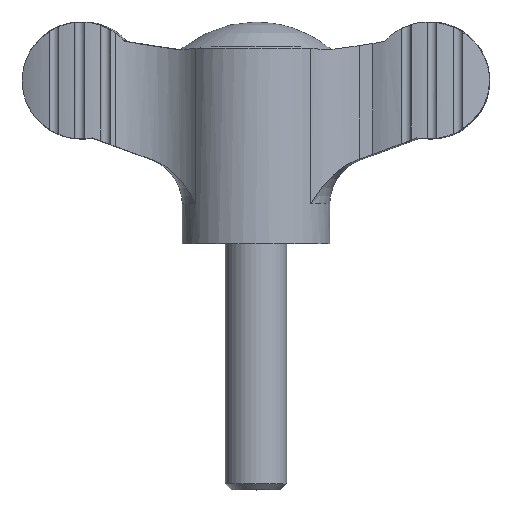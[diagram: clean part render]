
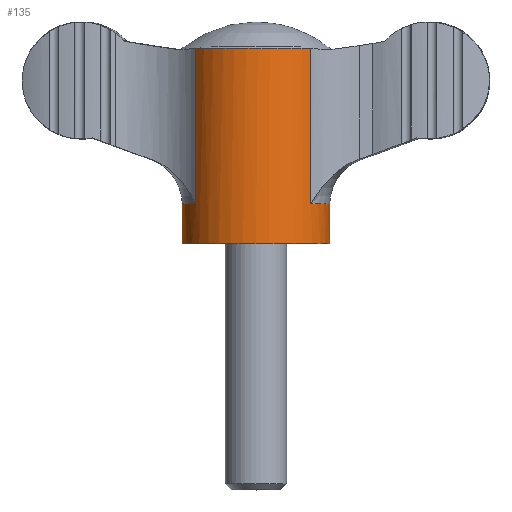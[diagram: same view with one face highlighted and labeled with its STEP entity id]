
A CAD part, top view. The second image highlights one B-rep face of the part: STEP entity #135.
In plain terms, the highlighted cylindrical face has radius 6 mm (diameter 12 mm), a full revolution.
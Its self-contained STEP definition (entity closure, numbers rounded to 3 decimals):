
#135 = ADVANCED_FACE( '', ( #287, #288 ), #289, .T. );
#287 = FACE_OUTER_BOUND( '', #453, .T. );
#288 = FACE_OUTER_BOUND( '', #454, .T. );
#289 = CYLINDRICAL_SURFACE( '', #455, 6. );
#453 = EDGE_LOOP( '', ( #794 ) );
#454 = EDGE_LOOP( '', ( #795, #796, #797, #798, #799, #800, #801, #802 ) );
#455 = AXIS2_PLACEMENT_3D( '', #803, #804, #805 );
#794 = ORIENTED_EDGE( '', *, *, #1146, .F. );
#795 = ORIENTED_EDGE( '', *, *, #1108, .T. );
#796 = ORIENTED_EDGE( '', *, *, #1147, .F. );
#797 = ORIENTED_EDGE( '', *, *, #1131, .F. );
#798 = ORIENTED_EDGE( '', *, *, #1148, .T. );
#799 = ORIENTED_EDGE( '', *, *, #1103, .T. );
#800 = ORIENTED_EDGE( '', *, *, #1083, .F. );
#801 = ORIENTED_EDGE( '', *, *, #1128, .F. );
#802 = ORIENTED_EDGE( '', *, *, #1149, .T. );
#803 = CARTESIAN_POINT( '', ( 0., 0., 0. ) );
#804 = DIRECTION( '', ( 0., 1., 0. ) );
#805 = DIRECTION( '', ( 0., 0., -1. ) );
#1083 = EDGE_CURVE( '', #1326, #1328, #1329, .T. );
#1103 = EDGE_CURVE( '', #1361, #1328, #1362, .T. );
#1108 = EDGE_CURVE( '', #1369, #1367, #1370, .T. );
#1128 = EDGE_CURVE( '', #1398, #1326, #1400, .T. );
#1131 = EDGE_CURVE( '', #1403, #1405, #1406, .T. );
#1146 = EDGE_CURVE( '', #1426, #1426, #1427, .T. );
#1147 = EDGE_CURVE( '', #1405, #1367, #1428, .T. );
#1148 = EDGE_CURVE( '', #1403, #1361, #1429, .T. );
#1149 = EDGE_CURVE( '', #1398, #1369, #1430, .T. );
#1326 = VERTEX_POINT( '', #1879 );
#1328 = VERTEX_POINT( '', #1886 );
#1329 = LINE( '', #1887, #1888 );
#1361 = VERTEX_POINT( '', #1977 );
#1362 = CIRCLE( '', #1978, 6. );
#1367 = VERTEX_POINT( '', #1996 );
#1369 = VERTEX_POINT( '', #2011 );
#1370 = CIRCLE( '', #2012, 6. );
#1398 = VERTEX_POINT( '', #2173 );
#1400 = CIRCLE( '', #2182, 6. );
#1403 = VERTEX_POINT( '', #2185 );
#1405 = VERTEX_POINT( '', #2194 );
#1406 = CIRCLE( '', #2195, 6. );
#1426 = VERTEX_POINT( '', #2243 );
#1427 = CIRCLE( '', #2244, 6. );
#1428 = LINE( '', #2245, #2246 );
#1429 = LINE( '', #2247, #2248 );
#1430 = LINE( '', #2249, #2250 );
#1879 = CARTESIAN_POINT( '', ( -4.446, 15.862, -4.03 ) );
#1886 = CARTESIAN_POINT( '', ( -4.446, 3.239, -4.03 ) );
#1887 = CARTESIAN_POINT( '', ( -4.446, 44.5, -4.03 ) );
#1888 = VECTOR( '', #2375, 1000. );
#1977 = CARTESIAN_POINT( '', ( -4.881, 3.239, 3.49 ) );
#1978 = AXIS2_PLACEMENT_3D( '', #2382, #2383, #2384 );
#1996 = CARTESIAN_POINT( '', ( 4.446, 3.239, 4.03 ) );
#2011 = CARTESIAN_POINT( '', ( 4.881, 3.239, -3.49 ) );
#2012 = AXIS2_PLACEMENT_3D( '', #2388, #2389, #2390 );
#2173 = CARTESIAN_POINT( '', ( 4.881, 15.862, -3.49 ) );
#2182 = AXIS2_PLACEMENT_3D( '', #2394, #2395, #2396 );
#2185 = CARTESIAN_POINT( '', ( -4.881, 15.862, 3.49 ) );
#2194 = CARTESIAN_POINT( '', ( 4.446, 15.862, 4.03 ) );
#2195 = AXIS2_PLACEMENT_3D( '', #2400, #2401, #2402 );
#2243 = CARTESIAN_POINT( '', ( 0., 0., -6. ) );
#2244 = AXIS2_PLACEMENT_3D( '', #2414, #2415, #2416 );
#2245 = CARTESIAN_POINT( '', ( 4.446, 44.5, 4.03 ) );
#2246 = VECTOR( '', #2417, 1000. );
#2247 = CARTESIAN_POINT( '', ( -4.881, 44.5, 3.49 ) );
#2248 = VECTOR( '', #2418, 1000. );
#2249 = CARTESIAN_POINT( '', ( 4.881, 44.5, -3.49 ) );
#2250 = VECTOR( '', #2419, 1000. );
#2375 = DIRECTION( '', ( 0., -1., 0. ) );
#2382 = CARTESIAN_POINT( '', ( 0., 3.239, 0. ) );
#2383 = DIRECTION( '', ( 0., -1., 0. ) );
#2384 = DIRECTION( '', ( 0., 0., -1. ) );
#2388 = CARTESIAN_POINT( '', ( 0., 3.239, 0. ) );
#2389 = DIRECTION( '', ( 0., -1., 0. ) );
#2390 = DIRECTION( '', ( 0., 0., -1. ) );
#2394 = CARTESIAN_POINT( '', ( 0., 15.862, 0. ) );
#2395 = DIRECTION( '', ( 0., 1., 0. ) );
#2396 = DIRECTION( '', ( 0., 0., 1. ) );
#2400 = CARTESIAN_POINT( '', ( 0., 15.862, 0. ) );
#2401 = DIRECTION( '', ( 0., 1., 0. ) );
#2402 = DIRECTION( '', ( 0., 0., 1. ) );
#2414 = CARTESIAN_POINT( '', ( 0., 0., 0. ) );
#2415 = DIRECTION( '', ( 0., -1., 0. ) );
#2416 = DIRECTION( '', ( 0., 0., -1. ) );
#2417 = DIRECTION( '', ( 0., -1., 0. ) );
#2418 = DIRECTION( '', ( 0., -1., 0. ) );
#2419 = DIRECTION( '', ( 0., -1., 0. ) );
